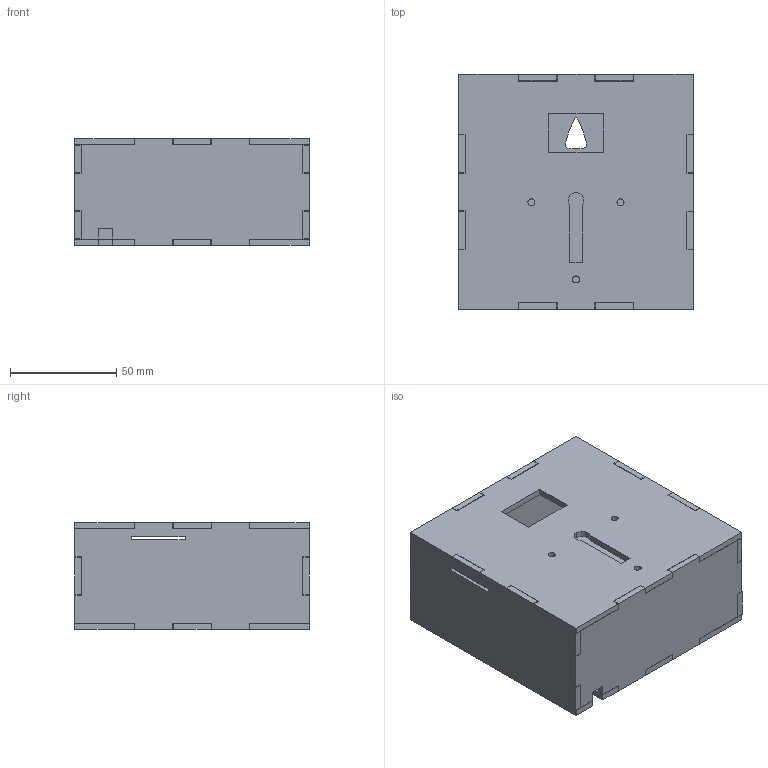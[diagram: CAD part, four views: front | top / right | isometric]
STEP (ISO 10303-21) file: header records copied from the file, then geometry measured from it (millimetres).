
FILE_DESCRIPTION(/* description */ (''),/* implementation_level */ '2;1');
FILE_NAME(/* name */ 'gehause v9.step',/* time_stamp */ '2020-11-19T00:03:11+01:00',/* author */ (''),/* organization */ (''),/* preprocessor_version */ 'ST-DEVELOPER v18.1',/* originating_system */ 'Autodesk Translation Framework v9.3.0.1241',/* authorisation */ '');
FILE_SCHEMA (('AUTOMOTIVE_DESIGN { 1 0 10303 214 3 1 1 }'));
Length unit declared in the file: millimetre
Products named in the file (1): gehause
Bounding box: 110.23 x 110.29 x 50.21 mm (x, y, z)
Volume: 126873.1 mm3; surface area: 92770.4 mm2
Topology: 6 solids, 6 shells, 342 faces, 990 edges, 660 vertices
Faces by surface type: plane 331, cylinder 8, bspline 3
Full cylindrical faces by diameter (mm): 3.3 x3
Entity records: 11308 total; most frequent: CARTESIAN_POINT 2224, ORIENTED_EDGE 1980, DIRECTION 1680, EDGE_CURVE 990, LINE 968, VECTOR 968, VERTEX_POINT 660, EDGE_LOOP 362
